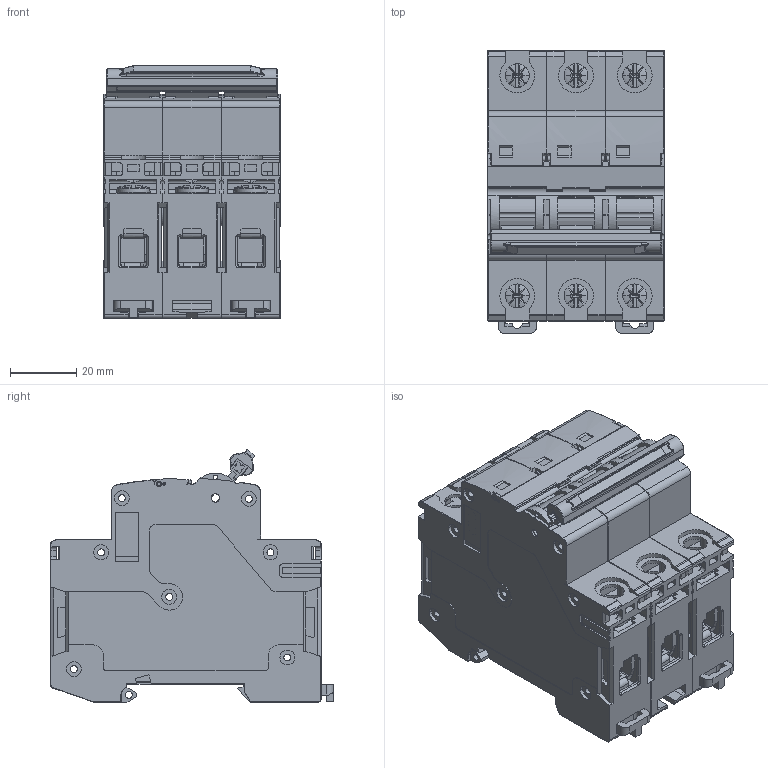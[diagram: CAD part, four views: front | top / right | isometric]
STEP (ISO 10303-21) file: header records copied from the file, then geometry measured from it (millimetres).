
FILE_DESCRIPTION (( 'STEP AP214' ), '1' );
FILE_NAME ('AR-M10N-3-K0D5.STEP', '2023-11-29T11:25:56', ( '' ), ( '' ), 'SwSTEP 2.0', 'SolidWorks 2022', '' );
FILE_SCHEMA (( 'AUTOMOTIVE_DESIGN' ));
Length unit declared in the file: millimetre
Products named in the file (2): AR-M10N-3-K0D5
Assembly tree (1 placements, depth 2):
  AR-M10N-3-K0D5
    AR-M10N-3-K0D5
Bounding box: 53.1 x 85.2 x 76.13 mm (x, y, z)
Volume: 215489.3 mm3; surface area: 69088.6 mm2
Topology: 1 solids, 20 shells, 4481 faces, 12479 edges, 7941 vertices
Faces by surface type: plane 2692, cylinder 1267, cone 164, torus 132, sphere 126, bspline 100
Entity records: 150600 total; most frequent: CARTESIAN_POINT 35614, ORIENTED_EDGE 24904, DIRECTION 23197, EDGE_CURVE 12452, VECTOR 8235, LINE 8235, VERTEX_POINT 7941, AXIS2_PLACEMENT_3D 7481
